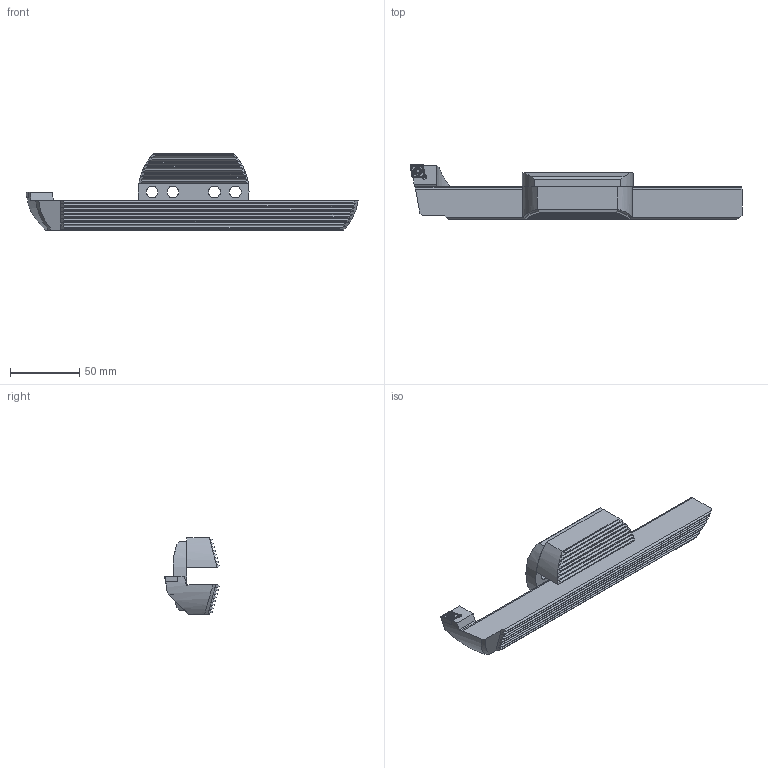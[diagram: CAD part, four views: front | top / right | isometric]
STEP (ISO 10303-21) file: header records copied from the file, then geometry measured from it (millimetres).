
FILE_DESCRIPTION (( 'STEP AP203' ), '1' );
FILE_NAME ('C54.242.402.009.STEP', '2018-02-28T11:09:04', ( 'SWIAdmin' ), ( 'Hewlett-Packard Company' ), 'SwSTEP 2.0', 'SolidWorks 2017', '' );
FILE_SCHEMA (( 'CONFIG_CONTROL_DESIGN' ));
Length unit declared in the file: millimetre
Products named in the file (7): C54.242.402.009; F00-WCB.242.001_C; WCB-ER2.001.009_A; CCMT09T304; F00-WCB.242.001; F00-WCB.136.003_A; F00-WCB.136.002_A
Assembly tree (6 placements, depth 3):
  C54.242.402.009
    F00-WCB.242.001
      F00-WCB.242.001_C
      WCB-ER2.001.009_A
      CCMT09T304
    F00-WCB.136.003_A
    F00-WCB.136.002_A
Bounding box: 239.57 x 39.4 x 55 mm (x, y, z)
Volume: 161949.4 mm3; surface area: 41928.6 mm2
Topology: 5 solids, 5 shells, 992 faces, 2525 edges, 1660 vertices
Faces by surface type: plane 604, bspline 281, cylinder 67, cone 30, torus 8, sphere 2
Entity records: 45575 total; most frequent: CARTESIAN_POINT 23094, ORIENTED_EDGE 5026, DIRECTION 3344, EDGE_CURVE 2513, VERTEX_POINT 1660, VECTOR 1652, LINE 1652, EDGE_LOOP 1131
